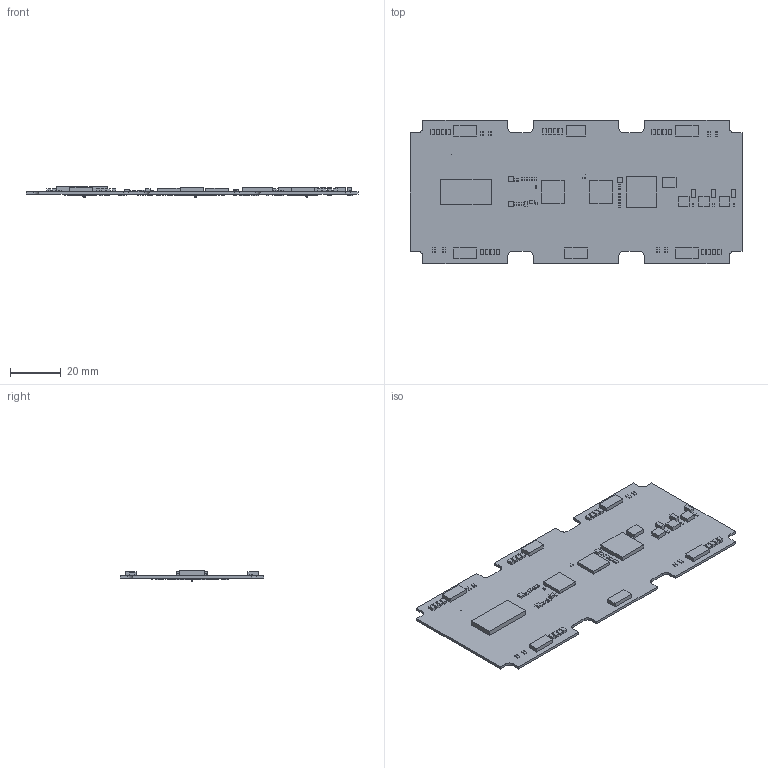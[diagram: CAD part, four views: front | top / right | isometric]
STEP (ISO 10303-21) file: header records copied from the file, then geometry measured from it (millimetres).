
FILE_DESCRIPTION(('Open CASCADE Model'),'2;1');
FILE_NAME('Open CASCADE Shape Model','2020-09-04T06:56:14',('Author'),( 'Open CASCADE'),'Open CASCADE STEP processor 6.8','Open CASCADE 6.8' ,'Unknown');
FILE_SCHEMA(('AUTOMOTIVE_DESIGN { 1 0 10303 214 1 1 1 1 }'));
Length unit declared in the file: millimetre
Products named in the file (249): PCB; Board; Open CASCADE STEP translator 6.8 1.1.1; R131; 6092007408; Extruded; Cc223; 6092006928; C233; C232; C231; C230; C229; C228; C227; C226; C225; C224; C222; C221; C220; C219; C218; RT2; 6107498032; RT1; R243; R144; 5939790208; P12; 5951091424; R242; 5960683488; R241; 6092003568; R240; R216; 5960684048; P17; 5951093264 ...
Assembly tree (417 placements, depth 4):
  PCB
    Board
      Open CASCADE STEP translator 6.8 1.1.1
    R131
      6092007408
        Extruded
    Cc223
      6092006928
        Extruded
    C233
      6092006928
        Extruded
    C232
      6092006928
        Extruded
    C231
      6092006928
        Extruded
    C230
      6092006928
        Extruded
    C229
      6092006928
        Extruded
    C228
      6092006928
        Extruded
    C227
      6092006928
        Extruded
    C226
      6092006928
        Extruded
    C225
      6092006928
        Extruded
    C224
      6092006928
        Extruded
    C222
      6092006928
        Extruded
    C221
      6092006928
        Extruded
    C220
      6092006928
        Extruded
    C219
      6092006928
        Extruded
    C218
      6092006928
        Extruded
    RT2
      6107498032
        Extruded
    RT1
      6107498032
        Extruded
Bounding box: 130.3 x 56.5 x 4.24 mm (x, y, z)
Volume: 8694.9 mm3; surface area: 18313.7 mm2
Topology: 196 solids, 196 shells, 1888 faces, 4407 edges, 2911 vertices
Faces by surface type: plane 1335, cylinder 472, bspline 42, extrusion 27, torus 6, sphere 6
Full cylindrical faces by diameter (mm): 0.15 x244, 0.3 x84
Entity records: 29241 total; most frequent: CARTESIAN_POINT 5590, DIRECTION 4493, ORIENTED_EDGE 3474, AXIS2_PLACEMENT_3D 1793, EDGE_CURVE 1737, FACE_BOUND 1302, EDGE_LOOP 1302, VERTEX_POINT 1149
